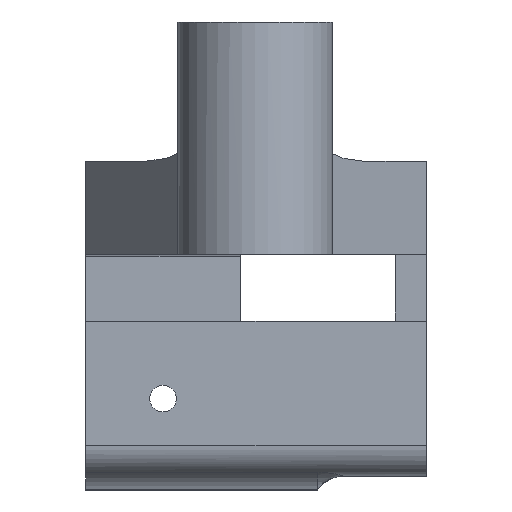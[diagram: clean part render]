
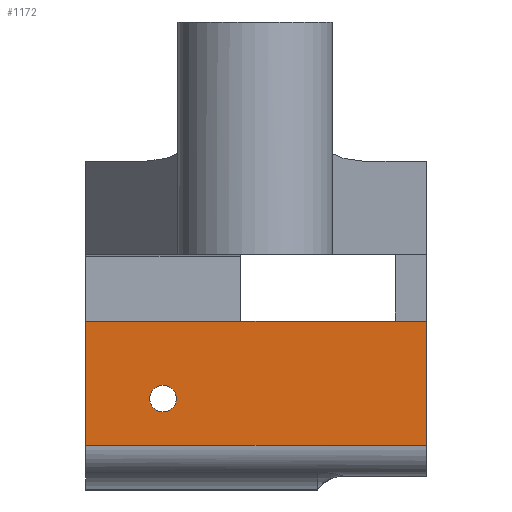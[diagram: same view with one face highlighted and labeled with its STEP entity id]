
A CAD part, front view. The second image highlights one B-rep face of the part: STEP entity #1172.
In plain terms, the highlighted planar face has unit normal (0, -1, 0).
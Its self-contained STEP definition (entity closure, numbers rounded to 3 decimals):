
#51=FACE_BOUND('',#241,.T.);
#75=PLANE('',#1297);
#98=CIRCLE('',#1232,0.856);
#99=CIRCLE('',#1233,0.856);
#178=FACE_OUTER_BOUND('',#240,.T.);
#240=EDGE_LOOP('',(#988,#989,#990,#991));
#241=EDGE_LOOP('',(#992,#993));
#295=LINE('',#1803,#406);
#312=LINE('',#1885,#423);
#350=LINE('',#1984,#461);
#351=LINE('',#1985,#462);
#406=VECTOR('',#1439,10.);
#423=VECTOR('',#1478,10.);
#461=VECTOR('',#1584,10.);
#462=VECTOR('',#1585,10.);
#521=VERTEX_POINT('',#1741);
#522=VERTEX_POINT('',#1742);
#544=VERTEX_POINT('',#1800);
#545=VERTEX_POINT('',#1802);
#566=VERTEX_POINT('',#1883);
#593=VERTEX_POINT('',#1983);
#636=EDGE_CURVE('',#521,#522,#98,.T.);
#637=EDGE_CURVE('',#522,#521,#99,.T.);
#666=EDGE_CURVE('',#544,#545,#295,.T.);
#693=EDGE_CURVE('',#566,#544,#312,.T.);
#742=EDGE_CURVE('',#593,#566,#350,.T.);
#743=EDGE_CURVE('',#545,#593,#351,.T.);
#988=ORIENTED_EDGE('',*,*,#693,.F.);
#989=ORIENTED_EDGE('',*,*,#742,.F.);
#990=ORIENTED_EDGE('',*,*,#743,.F.);
#991=ORIENTED_EDGE('',*,*,#666,.F.);
#992=ORIENTED_EDGE('',*,*,#636,.T.);
#993=ORIENTED_EDGE('',*,*,#637,.T.);
#1172=ADVANCED_FACE('',(#178,#51),#75,.T.);
#1232=AXIS2_PLACEMENT_3D('',#1743,#1381,#1382);
#1233=AXIS2_PLACEMENT_3D('',#1744,#1383,#1384);
#1297=AXIS2_PLACEMENT_3D('',#1982,#1582,#1583);
#1381=DIRECTION('center_axis',(0.,1.,0.));
#1382=DIRECTION('ref_axis',(1.,0.,0.));
#1383=DIRECTION('center_axis',(0.,1.,0.));
#1384=DIRECTION('ref_axis',(1.,0.,0.));
#1439=DIRECTION('',(0.,0.,1.));
#1478=DIRECTION('',(-1.,0.,0.));
#1582=DIRECTION('center_axis',(0.,-1.,0.));
#1583=DIRECTION('ref_axis',(0.,0.,-1.));
#1584=DIRECTION('',(0.,0.,-1.));
#1585=DIRECTION('',(1.,0.,0.));
#1741=CARTESIAN_POINT('',(-5.144,-8.3,5.));
#1742=CARTESIAN_POINT('',(-6.856,-8.3,5.));
#1743=CARTESIAN_POINT('Origin',(-6.,-8.3,5.));
#1744=CARTESIAN_POINT('Origin',(-6.,-8.3,5.));
#1800=CARTESIAN_POINT('',(-11.,-8.3,2.));
#1802=CARTESIAN_POINT('',(-11.,-8.3,10.));
#1803=CARTESIAN_POINT('',(-11.,-8.3,0.));
#1883=CARTESIAN_POINT('',(11.,-8.3,2.));
#1885=CARTESIAN_POINT('',(-5.5,-8.3,2.));
#1982=CARTESIAN_POINT('Origin',(-11.,-8.3,10.));
#1983=CARTESIAN_POINT('',(11.,-8.3,10.));
#1984=CARTESIAN_POINT('',(11.,-8.3,0.));
#1985=CARTESIAN_POINT('',(-11.,-8.3,10.));
